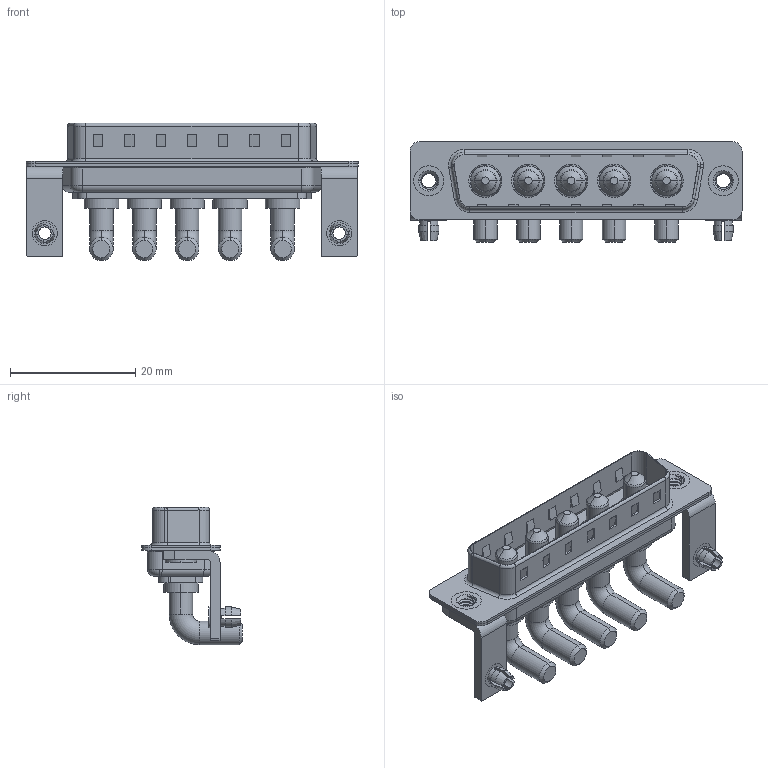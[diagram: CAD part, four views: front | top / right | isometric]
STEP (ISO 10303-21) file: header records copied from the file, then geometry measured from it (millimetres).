
FILE_DESCRIPTION (( 'STEP AP203' ), '1' );
FILE_NAME ('629-5W5-640-4T3.STEP', '2022-05-07T09:40:20', ( '' ), ( '' ), 'SwSTEP 2.0', 'SolidWorks 2020', '' );
FILE_SCHEMA (( 'CONFIG_CONTROL_DESIGN' ));
Length unit declared in the file: millimetre
Products named in the file (8): 629-5W5-640-4T3; 629Combo Board Lock; 629Combo Stabilizer Bracket; 629Combo Shell Front_25 Contacts; Power Pin_40A RA; 629Combo Shell Rear_25 Contacts; 629Combo Housing_5W5; 629Combo Threaded Rivet_3
Assembly tree (14 placements, depth 2):
  629-5W5-640-4T3
    629Combo Housing_5W5
    629Combo Shell Rear_25 Contacts
    629Combo Shell Front_25 Contacts
    629Combo Threaded Rivet_3  x2
    629Combo Stabilizer Bracket  x2
    629Combo Board Lock  x2
    Power Pin_40A RA  x5
Bounding box: 53.05 x 16.05 x 21.98 mm (x, y, z)
Volume: 4070.4 mm3; surface area: 8162.9 mm2
Topology: 19 solids, 19 shells, 723 faces, 1767 edges, 1112 vertices
Faces by surface type: cylinder 292, plane 289, torus 70, cone 61, bspline 11
Entity records: 16744 total; most frequent: CARTESIAN_POINT 3990, DIRECTION 2559, ORIENTED_EDGE 2378, EDGE_CURVE 1189, AXIS2_PLACEMENT_3D 938, VERTEX_POINT 753, LINE 683, VECTOR 683
